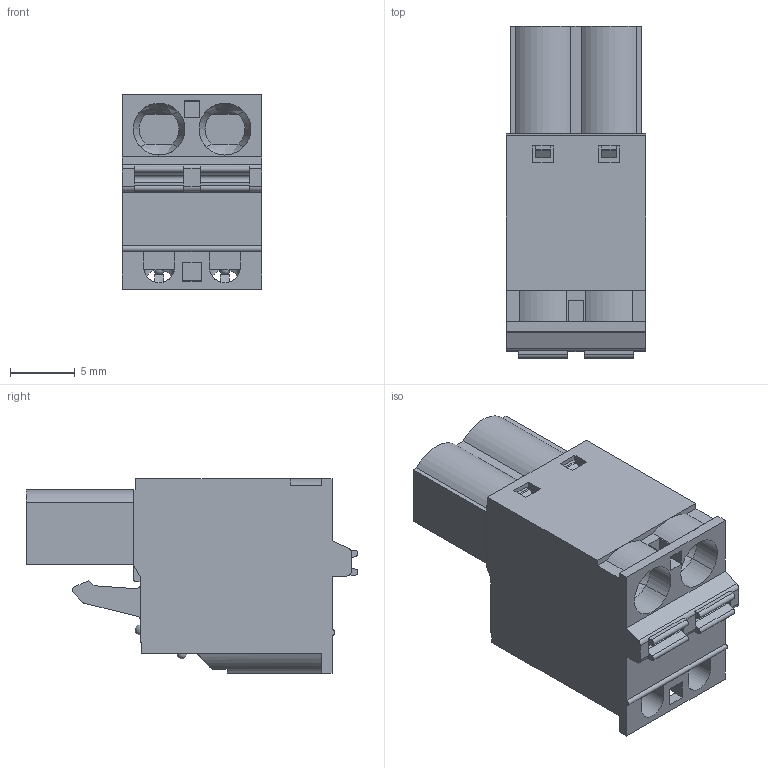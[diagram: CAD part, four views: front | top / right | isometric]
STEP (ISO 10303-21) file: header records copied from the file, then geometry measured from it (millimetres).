
FILE_DESCRIPTION((''),'2;1');
FILE_NAME('WJ2EDGKD-508-2P-00A','2017-03-16T',('QZY'),(''),'CREO PARAMETRIC BY PTC INC, 2014440','CREO PARAMETRIC BY PTC INC, 2014440','');
FILE_SCHEMA(('CONFIG_CONTROL_DESIGN'));
Length unit declared in the file: millimetre
Products named in the file (1): WJ2EDGKD-508-2P-00A
Bounding box: 10.76 x 25.6 x 15 mm (x, y, z)
Volume: 2546.5 mm3; surface area: 1757.9 mm2
Topology: 1 solids, 1 shells, 224 faces, 608 edges, 386 vertices
Faces by surface type: plane 165, cylinder 42, bspline 10, cone 4, sphere 3
Entity records: 7322 total; most frequent: CARTESIAN_POINT 1613, ORIENTED_EDGE 1204, DIRECTION 1132, EDGE_CURVE 602, VECTOR 464, LINE 464, VERTEX_POINT 386, AXIS2_PLACEMENT_3D 334
